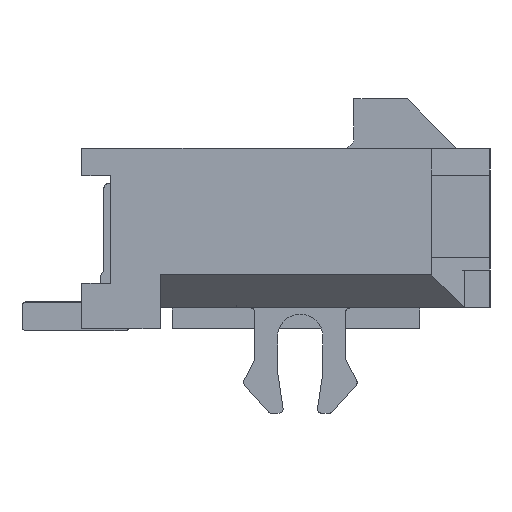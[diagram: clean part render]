
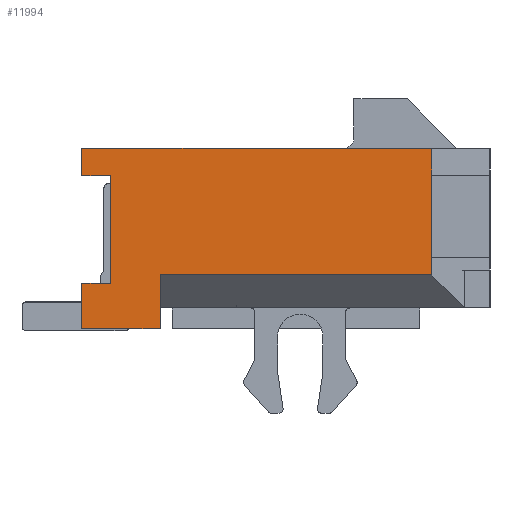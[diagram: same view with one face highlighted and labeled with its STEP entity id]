
A CAD part, front view. The second image highlights one B-rep face of the part: STEP entity #11994.
In plain terms, the highlighted face is planar.
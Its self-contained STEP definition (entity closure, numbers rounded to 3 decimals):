
#1171=ORIENTED_EDGE('',*,*,#3509,.T.);
#1172=ORIENTED_EDGE('',*,*,#3490,.T.);
#1173=ORIENTED_EDGE('',*,*,#3528,.F.);
#1174=ORIENTED_EDGE('',*,*,#3376,.T.);
#1175=ORIENTED_EDGE('',*,*,#3478,.F.);
#1176=ORIENTED_EDGE('',*,*,#3435,.F.);
#1177=ORIENTED_EDGE('',*,*,#3468,.F.);
#1178=ORIENTED_EDGE('',*,*,#3529,.T.);
#1179=ORIENTED_EDGE('',*,*,#3507,.T.);
#1180=ORIENTED_EDGE('',*,*,#3385,.T.);
#1181=ORIENTED_EDGE('',*,*,#3388,.T.);
#1182=ORIENTED_EDGE('',*,*,#3391,.T.);
#3376=EDGE_CURVE('',#4568,#4571,#5455,.T.);
#3385=EDGE_CURVE('',#4576,#4579,#5464,.T.);
#3388=EDGE_CURVE('',#4579,#4581,#5467,.T.);
#3391=EDGE_CURVE('',#4581,#4583,#5470,.T.);
#3435=EDGE_CURVE('',#4612,#4613,#5514,.T.);
#3468=EDGE_CURVE('',#4633,#4612,#5543,.T.);
#3478=EDGE_CURVE('',#4613,#4571,#5553,.T.);
#3490=EDGE_CURVE('',#4646,#4647,#5565,.T.);
#3507=EDGE_CURVE('',#4656,#4576,#5582,.T.);
#3509=EDGE_CURVE('',#4583,#4646,#5584,.T.);
#3528=EDGE_CURVE('',#4568,#4647,#5603,.T.);
#3529=EDGE_CURVE('',#4633,#4656,#5604,.T.);
#4568=VERTEX_POINT('',#16387);
#4571=VERTEX_POINT('',#16393);
#4576=VERTEX_POINT('',#16407);
#4579=VERTEX_POINT('',#16412);
#4581=VERTEX_POINT('',#16418);
#4583=VERTEX_POINT('',#16424);
#4612=VERTEX_POINT('',#16514);
#4613=VERTEX_POINT('',#16516);
#4633=VERTEX_POINT('',#16582);
#4646=VERTEX_POINT('',#16624);
#4647=VERTEX_POINT('',#16625);
#4656=VERTEX_POINT('',#16655);
#5455=LINE('',#16394,#6563);
#5464=LINE('',#16413,#6572);
#5467=LINE('',#16419,#6575);
#5470=LINE('',#16425,#6578);
#5514=LINE('',#16515,#6622);
#5543=LINE('',#16581,#6651);
#5553=LINE('',#16600,#6661);
#5565=LINE('',#16623,#6673);
#5582=LINE('',#16654,#6690);
#5584=LINE('',#16658,#6692);
#5603=LINE('',#16696,#6711);
#5604=LINE('',#16697,#6712);
#6563=VECTOR('',#13738,1000.);
#6572=VECTOR('',#13751,1000.);
#6575=VECTOR('',#13756,1000.);
#6578=VECTOR('',#13761,1000.);
#6622=VECTOR('',#13839,1000.);
#6651=VECTOR('',#13902,1000.);
#6661=VECTOR('',#13920,1000.);
#6673=VECTOR('',#13938,1000.);
#6690=VECTOR('',#13963,1000.);
#6692=VECTOR('',#13967,1000.);
#6711=VECTOR('',#13994,1000.);
#6712=VECTOR('',#13995,1000.);
#7381=EDGE_LOOP('',(#1171,#1172,#1173,#1174,#1175,#1176,#1177,#1178,#1179,
#1180,#1181,#1182));
#7865=FACE_BOUND('',#7381,.T.);
#8344=PLANE('',#12513);
#11994=ADVANCED_FACE('',(#7865),#8344,.T.);
#12513=AXIS2_PLACEMENT_3D('',#16695,#13992,#13993);
#13738=DIRECTION('',(0.,-1.,0.));
#13751=DIRECTION('',(0.,-1.,0.));
#13756=DIRECTION('',(0.,0.,-1.));
#13761=DIRECTION('',(0.,1.,0.));
#13839=DIRECTION('',(0.,0.,-1.));
#13902=DIRECTION('',(0.,0.,-1.));
#13920=DIRECTION('',(0.,0.,-1.));
#13938=DIRECTION('',(0.,-1.,0.));
#13963=DIRECTION('',(0.,0.,-1.));
#13967=DIRECTION('',(0.,0.,-1.));
#13992=DIRECTION('',(-1.,0.,0.));
#13993=DIRECTION('',(0.,0.,1.));
#13994=DIRECTION('',(0.,0.,-1.));
#13995=DIRECTION('',(0.,1.,0.));
#16387=CARTESIAN_POINT('',(-9.325,3.05,-0.885));
#16393=CARTESIAN_POINT('',(-9.325,-3.536,-0.885));
#16394=CARTESIAN_POINT('',(-9.325,0.,-0.885));
#16407=CARTESIAN_POINT('',(-9.325,4.95,1.515));
#16412=CARTESIAN_POINT('',(-9.325,4.25,1.515));
#16413=CARTESIAN_POINT('',(-9.325,0.,1.515));
#16418=CARTESIAN_POINT('',(-9.325,4.25,-1.085));
#16419=CARTESIAN_POINT('',(-9.325,4.25,0.));
#16424=CARTESIAN_POINT('',(-9.325,4.95,-1.085));
#16425=CARTESIAN_POINT('',(-9.325,0.,-1.085));
#16514=CARTESIAN_POINT('',(-9.325,-3.536,1.535));
#16515=CARTESIAN_POINT('',(-9.325,-3.536,1.535));
#16516=CARTESIAN_POINT('',(-9.325,-3.536,-0.465));
#16581=CARTESIAN_POINT('',(-9.325,-3.536,0.));
#16582=CARTESIAN_POINT('',(-9.325,-3.536,2.185));
#16600=CARTESIAN_POINT('',(-9.325,-3.536,0.));
#16623=CARTESIAN_POINT('',(-9.325,4.95,-2.185));
#16624=CARTESIAN_POINT('',(-9.325,4.95,-2.185));
#16625=CARTESIAN_POINT('',(-9.325,3.05,-2.185));
#16654=CARTESIAN_POINT('',(-9.325,4.95,2.185));
#16655=CARTESIAN_POINT('',(-9.325,4.95,2.185));
#16658=CARTESIAN_POINT('',(-9.325,4.95,2.185));
#16695=CARTESIAN_POINT('',(-9.325,0.,0.));
#16696=CARTESIAN_POINT('',(-9.325,3.05,-1.685));
#16697=CARTESIAN_POINT('',(-9.325,-4.95,2.185));
